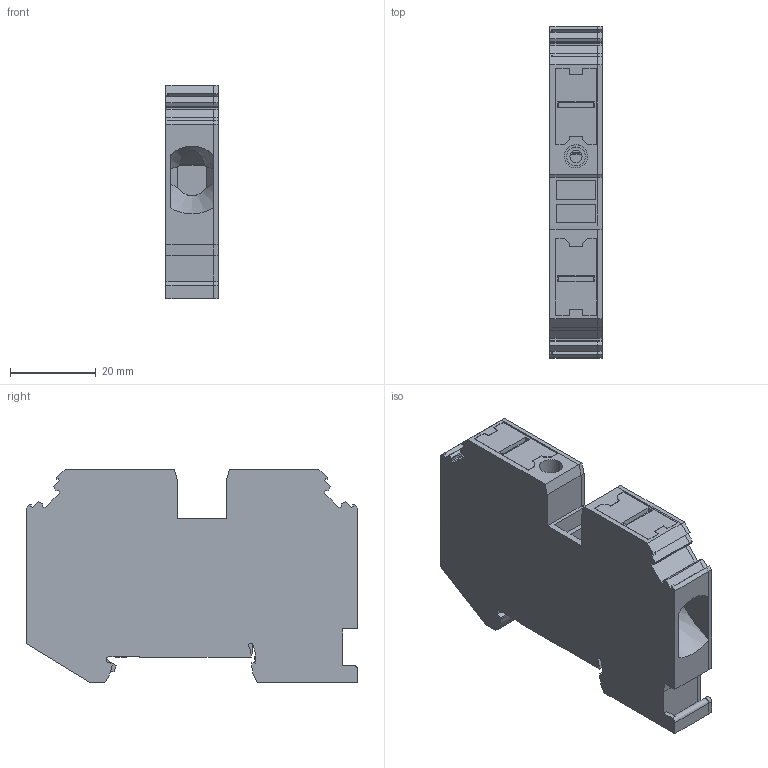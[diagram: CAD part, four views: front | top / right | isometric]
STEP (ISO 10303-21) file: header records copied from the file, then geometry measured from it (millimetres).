
FILE_DESCRIPTION(('CATIA V5 STEP Exchange','CAx-IF Rec.Pracs.--- Model Styling and Organization---1.5--- 2016-08-15','CAx-IF Rec.Pracs.---Supplemental Geometry---1.0---2011-11-01','CAx-IF Rec.Pracs.--- Composite Materials ---1.1---2010-07-15'),'2;1');
FILE_NAME ('2030151-1_1', '2024-10-28T14:30:35+00:00', ('none'), ('Weidmueller'), 'CATIA Version 5-6 Release 2022 SP4 HF5', 'CATIA V5 STEP AP214 v3', 'none');
FILE_SCHEMA(('AUTOMOTIVE_DESIGN { 1 0 10303 214 1 1 1 1 }'));
Length unit declared in the file: millimetre
Products named in the file (1): SL2C 16 PE
Bounding box: 12.15 x 77.2 x 49.75 mm (x, y, z)
Volume: 34051.4 mm3; surface area: 21761.4 mm2
Topology: 9 solids, 9 shells, 342 faces, 942 edges, 629 vertices
Faces by surface type: plane 310, cylinder 23, extrusion 5, cone 4
Entity records: 10206 total; most frequent: CARTESIAN_POINT 2209, ORIENTED_EDGE 1884, DIRECTION 1238, EDGE_CURVE 942, VECTOR 843, LINE 838, VERTEX_POINT 629, EDGE_LOOP 353
